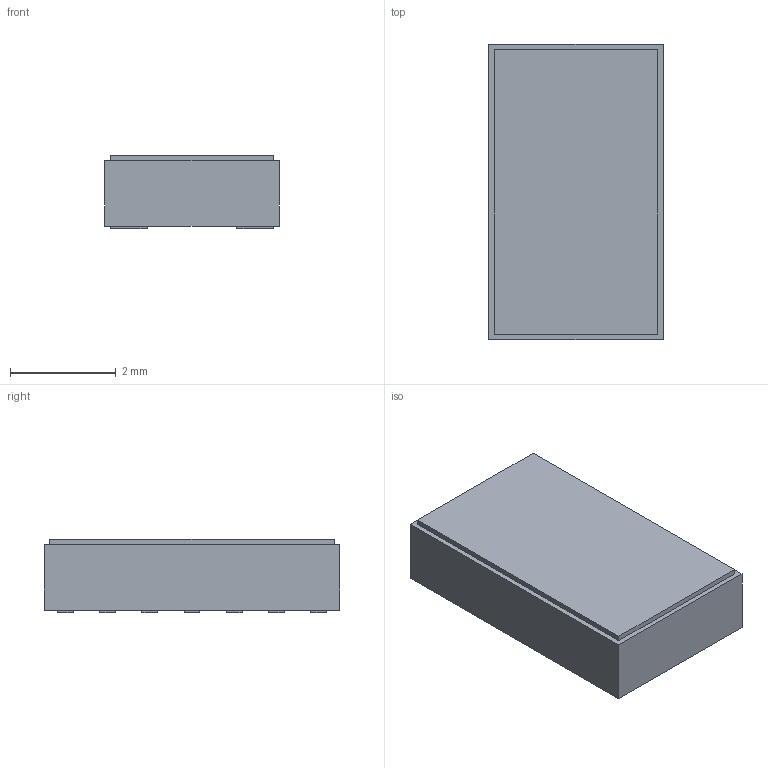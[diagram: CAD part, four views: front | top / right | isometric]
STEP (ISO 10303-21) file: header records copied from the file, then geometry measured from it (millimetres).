
FILE_DESCRIPTION(('FreeCAD Model'),'2;1');
FILE_NAME('Open CASCADE Shape Model','2021-04-05T01:39:48',('Author'),( ''),'Open CASCADE STEP processor 7.4','FreeCAD','Unknown');
FILE_SCHEMA(('AUTOMOTIVE_DESIGN { 1 0 10303 214 1 1 1 1 }'));
Length unit declared in the file: millimetre
Products named in the file (3): Maxim_OLGA_14_3_3x5_6mm_P0_8mm; Pad003; Pad001
Assembly tree (2 placements, depth 2):
  Maxim_OLGA_14_3_3x5_6mm_P0_8mm
    Pad003
    Pad001
Bounding box: 3.3 x 5.6 x 1.4 mm (x, y, z)
Volume: 19.5 mm3; surface area: 118.3 mm2
Topology: 2 solids, 2 shells, 125 faces, 300 edges, 200 vertices
Faces by surface type: plane 117, cylinder 8
Entity records: 8323 total; most frequent: CARTESIAN_POINT 1352, DIRECTION 1088, LINE 792, VECTOR 792, ORIENTED_EDGE 600, PCURVE 600, DEFINITIONAL_REPRESENTATION 600, EDGE_CURVE 300
